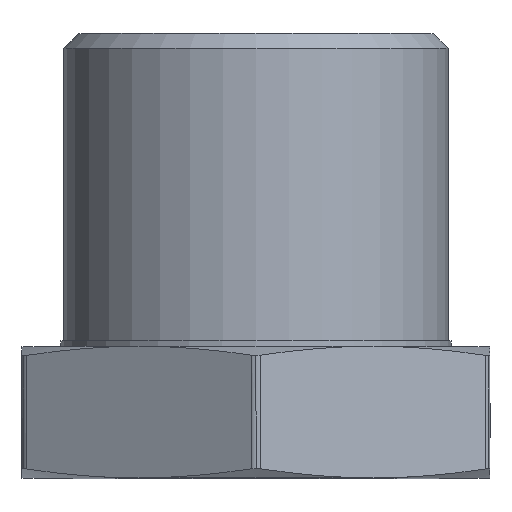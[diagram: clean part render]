
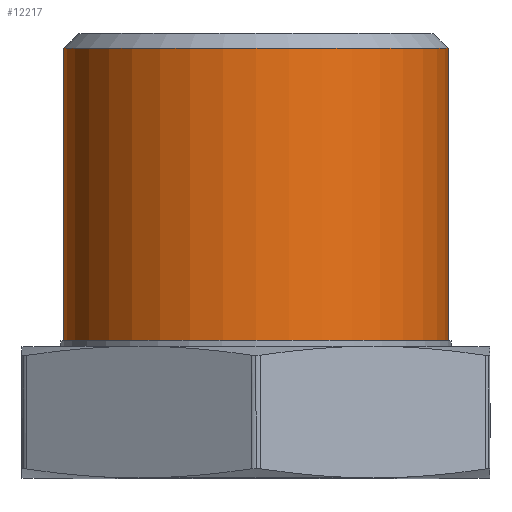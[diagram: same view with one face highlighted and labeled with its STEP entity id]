
A CAD part, top view. The second image highlights one B-rep face of the part: STEP entity #12217.
In plain terms, the highlighted cylindrical face has radius 6.579 mm (diameter 13.157 mm), a partial arc.
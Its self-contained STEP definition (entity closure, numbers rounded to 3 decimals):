
#200 = EDGE_CURVE ( 'NONE', #11252, #12708, #7343, .T. ) ;
#397 = CIRCLE ( 'NONE', #12278, 6.579 ) ;
#408 = LINE ( 'NONE', #2089, #1972 ) ;
#596 = CARTESIAN_POINT ( 'NONE',  ( 0., 4.5, 0. ) ) ;
#693 = FACE_OUTER_BOUND ( 'NONE', #6773, .T. ) ;
#877 = DIRECTION ( 'NONE',  ( 0., 1., 0. ) ) ;
#1193 = CYLINDRICAL_SURFACE ( 'NONE', #3295, 6.579 ) ;
#1343 = ORIENTED_EDGE ( 'NONE', *, *, #2431, .T. ) ;
#1389 = CARTESIAN_POINT ( 'NONE',  ( 0., 4.7, 0. ) ) ;
#1793 = DIRECTION ( 'NONE',  ( 1., 0., 0. ) ) ;
#1972 = VECTOR ( 'NONE', #3123, 1000. ) ;
#2089 = CARTESIAN_POINT ( 'NONE',  ( 6.579, 4.5, 0. ) ) ;
#2431 = EDGE_CURVE ( 'NONE', #7631, #14432, #397, .T. ) ;
#2929 = CARTESIAN_POINT ( 'NONE',  ( 0., 14.694, 0. ) ) ;
#3123 = DIRECTION ( 'NONE',  ( 0., 1., 0. ) ) ;
#3186 = ORIENTED_EDGE ( 'NONE', *, *, #200, .F. ) ;
#3289 = CARTESIAN_POINT ( 'NONE',  ( -6.579, 4.5, 0. ) ) ;
#3295 = AXIS2_PLACEMENT_3D ( 'NONE', #596, #8491, #1793 ) ;
#4806 = VECTOR ( 'NONE', #8863, 1000. ) ;
#5479 = CARTESIAN_POINT ( 'NONE',  ( 6.579, 4.7, 0. ) ) ;
#6706 = EDGE_CURVE ( 'NONE', #14432, #12708, #408, .T. ) ;
#6773 = EDGE_LOOP ( 'NONE', ( #10972, #1343, #13578, #3186 ) ) ;
#7183 = CARTESIAN_POINT ( 'NONE',  ( -6.579, 14.694, 0. ) ) ;
#7343 = CIRCLE ( 'NONE', #8243, 6.579 ) ;
#7370 = CARTESIAN_POINT ( 'NONE',  ( -6.579, 4.7, 0. ) ) ;
#7631 = VERTEX_POINT ( 'NONE', #7370 ) ;
#7980 = DIRECTION ( 'NONE',  ( 0., 1., 0. ) ) ;
#8243 = AXIS2_PLACEMENT_3D ( 'NONE', #2929, #877, #13216 ) ;
#8311 = LINE ( 'NONE', #3289, #4806 ) ;
#8491 = DIRECTION ( 'NONE',  ( 0., 1., 0. ) ) ;
#8863 = DIRECTION ( 'NONE',  ( 0., 1., 0. ) ) ;
#9470 = EDGE_CURVE ( 'NONE', #7631, #11252, #8311, .T. ) ;
#10972 = ORIENTED_EDGE ( 'NONE', *, *, #9470, .F. ) ;
#11252 = VERTEX_POINT ( 'NONE', #7183 ) ;
#12217 = ADVANCED_FACE ( 'NONE', ( #693 ), #1193, .T. ) ;
#12278 = AXIS2_PLACEMENT_3D ( 'NONE', #1389, #7980, #13551 ) ;
#12708 = VERTEX_POINT ( 'NONE', #13763 ) ;
#13216 = DIRECTION ( 'NONE',  ( 1., 0., 0. ) ) ;
#13551 = DIRECTION ( 'NONE',  ( 1., 0., 0. ) ) ;
#13578 = ORIENTED_EDGE ( 'NONE', *, *, #6706, .T. ) ;
#13763 = CARTESIAN_POINT ( 'NONE',  ( 6.579, 14.694, 0. ) ) ;
#14432 = VERTEX_POINT ( 'NONE', #5479 ) ;
